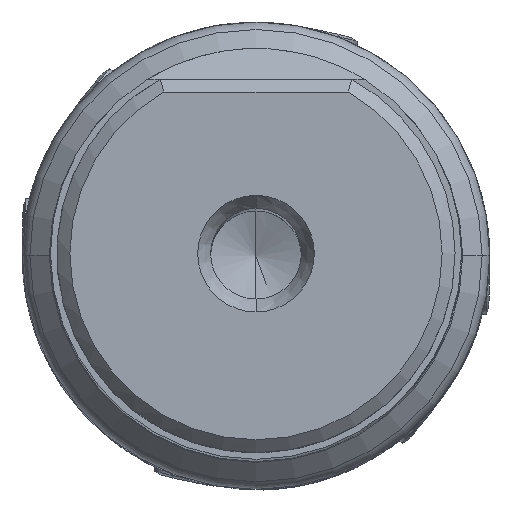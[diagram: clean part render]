
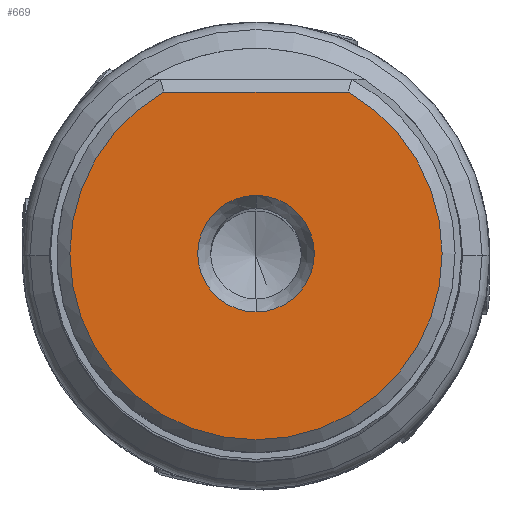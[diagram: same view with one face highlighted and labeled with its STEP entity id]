
A CAD part, top view. The second image highlights one B-rep face of the part: STEP entity #669.
In plain terms, the highlighted planar face has unit normal (0, 0, 1).
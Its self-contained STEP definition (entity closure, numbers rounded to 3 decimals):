
#187=FACE_BOUND('',#2303,.T.);
#188=FACE_BOUND('',#2304,.T.);
#417=PLANE('',#12585);
#669=ADVANCED_FACE('',(#187,#188),#417,.T.);
#2303=EDGE_LOOP('',(#5826,#5827,#5828));
#2304=EDGE_LOOP('',(#5829,#5830));
#3068=LINE('',#22856,#3713);
#3713=VECTOR('',#14500,1.);
#4211=CIRCLE('',#12580,4.5);
#4212=CIRCLE('',#12582,14.375);
#4213=CIRCLE('',#12583,14.375);
#4214=CIRCLE('',#12584,4.5);
#5826=ORIENTED_EDGE('',*,*,#10333,.F.);
#5827=ORIENTED_EDGE('',*,*,#10334,.F.);
#5828=ORIENTED_EDGE('',*,*,#10335,.T.);
#5829=ORIENTED_EDGE('',*,*,#10332,.F.);
#5830=ORIENTED_EDGE('',*,*,#10336,.F.);
#8971=VERTEX_POINT('',#22846);
#8972=VERTEX_POINT('',#22848);
#8973=VERTEX_POINT('',#22852);
#8974=VERTEX_POINT('',#22853);
#8975=VERTEX_POINT('',#22855);
#10332=EDGE_CURVE('',#8972,#8971,#4211,.T.);
#10333=EDGE_CURVE('',#8973,#8974,#4212,.T.);
#10334=EDGE_CURVE('',#8975,#8973,#4213,.T.);
#10335=EDGE_CURVE('',#8975,#8974,#3068,.T.);
#10336=EDGE_CURVE('',#8971,#8972,#4214,.T.);
#12580=AXIS2_PLACEMENT_3D('',#22849,#14492,#14493);
#12582=AXIS2_PLACEMENT_3D('',#22851,#14496,#14497);
#12583=AXIS2_PLACEMENT_3D('',#22854,#14498,#14499);
#12584=AXIS2_PLACEMENT_3D('',#22857,#14501,#14502);
#12585=AXIS2_PLACEMENT_3D('',#22858,#14503,#14504);
#14492=DIRECTION('',(0.,0.,1.));
#14493=DIRECTION('',(0.,-1.,0.));
#14496=DIRECTION('',(0.,0.,-1.));
#14497=DIRECTION('',(0.,-1.,0.));
#14498=DIRECTION('',(0.,0.,-1.));
#14499=DIRECTION('',(0.496,0.869,0.));
#14500=DIRECTION('',(-1.,0.,0.));
#14501=DIRECTION('',(0.,0.,1.));
#14502=DIRECTION('',(0.,1.,0.));
#14503=DIRECTION('',(0.,0.,1.));
#14504=DIRECTION('',(-1.,0.,0.));
#22846=CARTESIAN_POINT('',(0.,4.5,0.));
#22848=CARTESIAN_POINT('',(0.,-4.5,0.));
#22849=CARTESIAN_POINT('',(0.,0.,0.));
#22851=CARTESIAN_POINT('',(0.,0.,0.));
#22852=CARTESIAN_POINT('',(0.,-14.375,0.));
#22853=CARTESIAN_POINT('',(-7.125,12.485,0.));
#22854=CARTESIAN_POINT('',(0.,0.,0.));
#22855=CARTESIAN_POINT('',(7.125,12.485,0.));
#22856=CARTESIAN_POINT('',(7.125,12.485,0.));
#22857=CARTESIAN_POINT('',(0.,0.,0.));
#22858=CARTESIAN_POINT('',(0.,-0.945,0.));
